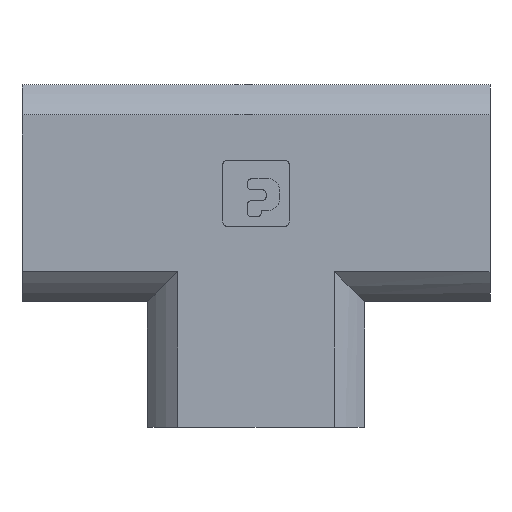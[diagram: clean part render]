
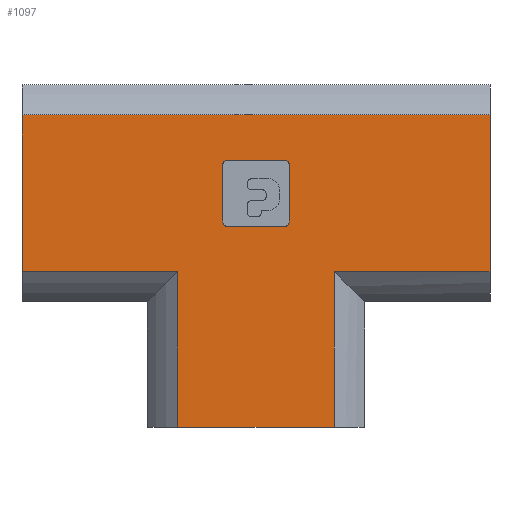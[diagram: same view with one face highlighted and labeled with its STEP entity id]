
A CAD part, front view. The second image highlights one B-rep face of the part: STEP entity #1097.
In plain terms, the highlighted planar face has unit normal (0, -1, 0).
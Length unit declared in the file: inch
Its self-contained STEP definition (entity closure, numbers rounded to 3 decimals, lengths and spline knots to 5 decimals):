
#32=FACE_BOUND('',#171,.T.);
#61=PLANE('',#1190);
#104=FACE_OUTER_BOUND('',#170,.T.);
#170=EDGE_LOOP('',(#877,#878,#879,#880,#881,#882,#883,#884));
#171=EDGE_LOOP('',(#885,#886,#887,#888,#889,#890,#891,#892));
#257=LINE('',#1744,#350);
#261=LINE('',#1753,#354);
#264=LINE('',#1761,#357);
#272=LINE('',#1779,#365);
#274=LINE('',#1788,#367);
#275=LINE('',#1790,#368);
#276=LINE('',#1792,#369);
#277=LINE('',#1794,#370);
#278=LINE('',#1796,#371);
#279=LINE('',#1798,#372);
#280=LINE('',#1800,#373);
#281=LINE('',#1801,#374);
#350=VECTOR('',#1377,0.13);
#354=VECTOR('',#1387,0.13);
#357=VECTOR('',#1396,0.13);
#365=VECTOR('',#1422,0.13);
#367=VECTOR('',#1434,0.35242);
#368=VECTOR('',#1435,0.35517);
#369=VECTOR('',#1436,1.06);
#370=VECTOR('',#1437,0.35517);
#371=VECTOR('',#1438,0.35242);
#372=VECTOR('',#1439,0.35242);
#373=VECTOR('',#1440,0.35517);
#374=VECTOR('',#1441,0.35242);
#427=CIRCLE('',#1169,0.01);
#428=CIRCLE('',#1172,0.01);
#429=CIRCLE('',#1175,0.01);
#430=CIRCLE('',#1184,0.01);
#506=VERTEX_POINT('',#1737);
#507=VERTEX_POINT('',#1739);
#508=VERTEX_POINT('',#1743);
#509=VERTEX_POINT('',#1747);
#510=VERTEX_POINT('',#1749);
#511=VERTEX_POINT('',#1755);
#512=VERTEX_POINT('',#1757);
#513=VERTEX_POINT('',#1775);
#514=VERTEX_POINT('',#1786);
#515=VERTEX_POINT('',#1787);
#516=VERTEX_POINT('',#1789);
#517=VERTEX_POINT('',#1791);
#518=VERTEX_POINT('',#1793);
#519=VERTEX_POINT('',#1795);
#520=VERTEX_POINT('',#1797);
#521=VERTEX_POINT('',#1799);
#624=EDGE_CURVE('',#506,#507,#427,.T.);
#626=EDGE_CURVE('',#508,#507,#257,.T.);
#629=EDGE_CURVE('',#509,#510,#428,.T.);
#631=EDGE_CURVE('',#506,#510,#261,.T.);
#633=EDGE_CURVE('',#511,#512,#429,.T.);
#635=EDGE_CURVE('',#509,#512,#264,.T.);
#642=EDGE_CURVE('',#508,#513,#430,.T.);
#644=EDGE_CURVE('',#511,#513,#272,.T.);
#646=EDGE_CURVE('',#514,#515,#274,.T.);
#647=EDGE_CURVE('',#515,#516,#275,.T.);
#648=EDGE_CURVE('',#517,#516,#276,.T.);
#649=EDGE_CURVE('',#517,#518,#277,.T.);
#650=EDGE_CURVE('',#518,#519,#278,.T.);
#651=EDGE_CURVE('',#519,#520,#279,.T.);
#652=EDGE_CURVE('',#520,#521,#280,.T.);
#653=EDGE_CURVE('',#514,#521,#281,.T.);
#877=ORIENTED_EDGE('',*,*,#646,.T.);
#878=ORIENTED_EDGE('',*,*,#647,.T.);
#879=ORIENTED_EDGE('',*,*,#648,.F.);
#880=ORIENTED_EDGE('',*,*,#649,.T.);
#881=ORIENTED_EDGE('',*,*,#650,.T.);
#882=ORIENTED_EDGE('',*,*,#651,.T.);
#883=ORIENTED_EDGE('',*,*,#652,.T.);
#884=ORIENTED_EDGE('',*,*,#653,.F.);
#885=ORIENTED_EDGE('',*,*,#635,.T.);
#886=ORIENTED_EDGE('',*,*,#633,.F.);
#887=ORIENTED_EDGE('',*,*,#644,.T.);
#888=ORIENTED_EDGE('',*,*,#642,.F.);
#889=ORIENTED_EDGE('',*,*,#626,.T.);
#890=ORIENTED_EDGE('',*,*,#624,.F.);
#891=ORIENTED_EDGE('',*,*,#631,.T.);
#892=ORIENTED_EDGE('',*,*,#629,.F.);
#1097=ADVANCED_FACE('',(#104,#32),#61,.T.);
#1169=AXIS2_PLACEMENT_3D('',#1740,#1372,#1373);
#1172=AXIS2_PLACEMENT_3D('',#1750,#1382,#1383);
#1175=AXIS2_PLACEMENT_3D('',#1758,#1391,#1392);
#1184=AXIS2_PLACEMENT_3D('',#1776,#1417,#1418);
#1190=AXIS2_PLACEMENT_3D('',#1785,#1432,#1433);
#1372=DIRECTION('center_axis',(0.,-1.,0.));
#1373=DIRECTION('ref_axis',(0.707,0.,0.707));
#1377=DIRECTION('',(1.,0.,0.));
#1382=DIRECTION('center_axis',(0.,-1.,0.));
#1383=DIRECTION('ref_axis',(0.707,0.,-0.707));
#1387=DIRECTION('',(0.,0.,-1.));
#1391=DIRECTION('center_axis',(0.,-1.,0.));
#1392=DIRECTION('ref_axis',(-0.707,0.,-0.707));
#1396=DIRECTION('',(-1.,0.,0.));
#1417=DIRECTION('center_axis',(0.,-1.,0.));
#1418=DIRECTION('ref_axis',(-0.707,0.,0.707));
#1422=DIRECTION('',(0.,0.,1.));
#1432=DIRECTION('center_axis',(0.,-1.,0.));
#1433=DIRECTION('ref_axis',(0.,0.,-1.));
#1434=DIRECTION('',(1.,0.,0.));
#1435=DIRECTION('',(0.,0.,1.));
#1436=DIRECTION('',(1.,0.,0.));
#1437=DIRECTION('',(0.,0.,-1.));
#1438=DIRECTION('',(1.,0.,0.));
#1439=DIRECTION('',(0.,0.,-1.));
#1440=DIRECTION('',(1.,0.,0.));
#1441=DIRECTION('',(0.,0.,-1.));
#1737=CARTESIAN_POINT('',(0.075,-0.246,0.065));
#1739=CARTESIAN_POINT('',(0.065,-0.246,0.075));
#1740=CARTESIAN_POINT('Origin',(0.065,-0.246,0.065));
#1743=CARTESIAN_POINT('',(-0.065,-0.246,0.075));
#1744=CARTESIAN_POINT('',(0.0375,-0.246,0.075));
#1747=CARTESIAN_POINT('',(0.065,-0.246,-0.075));
#1749=CARTESIAN_POINT('',(0.075,-0.246,-0.065));
#1750=CARTESIAN_POINT('Origin',(0.065,-0.246,-0.065));
#1753=CARTESIAN_POINT('',(0.075,-0.246,-0.12629));
#1755=CARTESIAN_POINT('',(-0.075,-0.246,-0.065));
#1757=CARTESIAN_POINT('',(-0.065,-0.246,-0.075));
#1758=CARTESIAN_POINT('Origin',(-0.065,-0.246,-0.065));
#1761=CARTESIAN_POINT('',(-0.0375,-0.246,-0.075));
#1775=CARTESIAN_POINT('',(-0.075,-0.246,0.065));
#1776=CARTESIAN_POINT('Origin',(-0.065,-0.246,0.065));
#1779=CARTESIAN_POINT('',(-0.075,-0.246,-0.08474));
#1785=CARTESIAN_POINT('Origin',(0.,-0.246,-0.17758));
#1786=CARTESIAN_POINT('',(0.17758,-0.246,-0.17758));
#1787=CARTESIAN_POINT('',(0.53,-0.246,-0.17758));
#1788=CARTESIAN_POINT('',(0.,-0.246,-0.17758));
#1789=CARTESIAN_POINT('',(0.53,-0.246,0.17758));
#1790=CARTESIAN_POINT('',(0.53,-0.246,0.246));
#1791=CARTESIAN_POINT('',(-0.53,-0.246,0.17758));
#1792=CARTESIAN_POINT('',(0.,-0.246,0.17758));
#1793=CARTESIAN_POINT('',(-0.53,-0.246,-0.17758));
#1794=CARTESIAN_POINT('',(-0.53,-0.246,0.246));
#1795=CARTESIAN_POINT('',(-0.17758,-0.246,-0.17758));
#1796=CARTESIAN_POINT('',(0.,-0.246,-0.17758));
#1797=CARTESIAN_POINT('',(-0.17758,-0.246,-0.53));
#1798=CARTESIAN_POINT('',(-0.17758,-0.246,0.));
#1799=CARTESIAN_POINT('',(0.17758,-0.246,-0.53));
#1800=CARTESIAN_POINT('',(-0.246,-0.246,-0.53));
#1801=CARTESIAN_POINT('',(0.17758,-0.246,0.));
